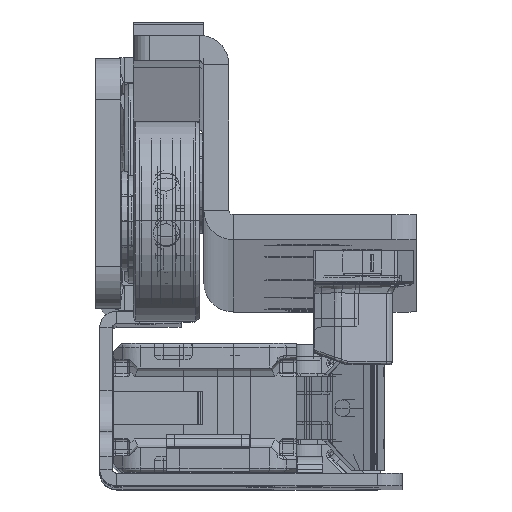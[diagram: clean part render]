
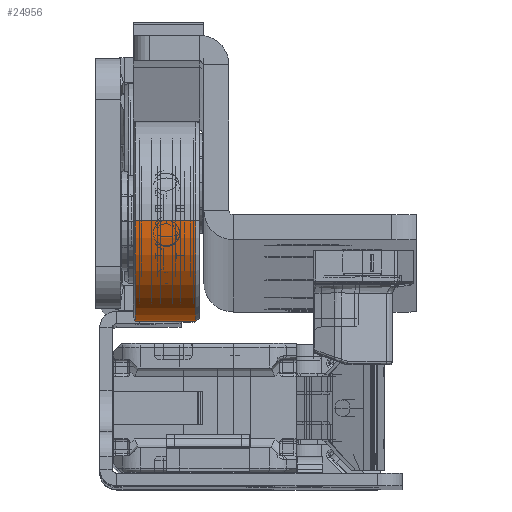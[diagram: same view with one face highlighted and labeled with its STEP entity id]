
A CAD part, top view. The second image highlights one B-rep face of the part: STEP entity #24956.
In plain terms, the highlighted cylindrical face has radius 12 mm (diameter 24 mm), a partial arc.
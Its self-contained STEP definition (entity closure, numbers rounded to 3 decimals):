
#4097 = EDGE_CURVE ( 'NONE', #75128, #96772, #51348, .T. ) ;
#5793 = AXIS2_PLACEMENT_3D ( 'NONE', #126614, #114406, #33969 ) ;
#10868 = CARTESIAN_POINT ( 'NONE',  ( 7.711, 0., 12. ) ) ;
#14343 = DIRECTION ( 'NONE',  ( -1., 0., 0. ) ) ;
#19084 = AXIS2_PLACEMENT_3D ( 'NONE', #50970, #92476, #29809 ) ;
#19330 = DIRECTION ( 'NONE',  ( -1., 0., 0. ) ) ;
#24956 = ADVANCED_FACE ( 'NONE', ( #128046 ), #86534, .T. ) ;
#29809 = DIRECTION ( 'NONE',  ( 0., 0., -1. ) ) ;
#33969 = DIRECTION ( 'NONE',  ( 0., 0., 1. ) ) ;
#37406 = VECTOR ( 'NONE', #19330, 1000. ) ;
#37428 = ORIENTED_EDGE ( 'NONE', *, *, #117283, .F. ) ;
#37554 = CARTESIAN_POINT ( 'NONE',  ( 0.5, 0., 12. ) ) ;
#39074 = CARTESIAN_POINT ( 'NONE',  ( 0., 0., -12. ) ) ;
#39576 = EDGE_LOOP ( 'NONE', ( #88689, #120776, #81215, #37428 ) ) ;
#40241 = AXIS2_PLACEMENT_3D ( 'NONE', #74998, #14343, #105593 ) ;
#42172 = LINE ( 'NONE', #106141, #74079 ) ;
#45905 = CARTESIAN_POINT ( 'NONE',  ( 7.711, 0., -12. ) ) ;
#50970 = CARTESIAN_POINT ( 'NONE',  ( 0.5, 0., 0. ) ) ;
#51348 = LINE ( 'NONE', #39074, #37406 ) ;
#52713 = EDGE_CURVE ( 'NONE', #133123, #75128, #64555, .T. ) ;
#63081 = VERTEX_POINT ( 'NONE', #37554 ) ;
#64555 = CIRCLE ( 'NONE', #5793, 12. ) ;
#74079 = VECTOR ( 'NONE', #106805, 1000. ) ;
#74998 = CARTESIAN_POINT ( 'NONE',  ( 0., 0., 0. ) ) ;
#75128 = VERTEX_POINT ( 'NONE', #45905 ) ;
#77836 = CIRCLE ( 'NONE', #19084, 12. ) ;
#81215 = ORIENTED_EDGE ( 'NONE', *, *, #97002, .T. ) ;
#86534 = CYLINDRICAL_SURFACE ( 'NONE', #40241, 12. ) ;
#88689 = ORIENTED_EDGE ( 'NONE', *, *, #52713, .T. ) ;
#92476 = DIRECTION ( 'NONE',  ( 1., 0., 0. ) ) ;
#96772 = VERTEX_POINT ( 'NONE', #115102 ) ;
#97002 = EDGE_CURVE ( 'NONE', #96772, #63081, #77836, .T. ) ;
#105593 = DIRECTION ( 'NONE',  ( 0., 0., 1. ) ) ;
#106141 = CARTESIAN_POINT ( 'NONE',  ( 0., 0., 12. ) ) ;
#106805 = DIRECTION ( 'NONE',  ( -1., 0., 0. ) ) ;
#114406 = DIRECTION ( 'NONE',  ( -1., 0., 0. ) ) ;
#115102 = CARTESIAN_POINT ( 'NONE',  ( 0.5, 0., -12. ) ) ;
#117283 = EDGE_CURVE ( 'NONE', #133123, #63081, #42172, .T. ) ;
#120776 = ORIENTED_EDGE ( 'NONE', *, *, #4097, .T. ) ;
#126614 = CARTESIAN_POINT ( 'NONE',  ( 7.711, 0., 0. ) ) ;
#128046 = FACE_OUTER_BOUND ( 'NONE', #39576, .T. ) ;
#133123 = VERTEX_POINT ( 'NONE', #10868 ) ;
